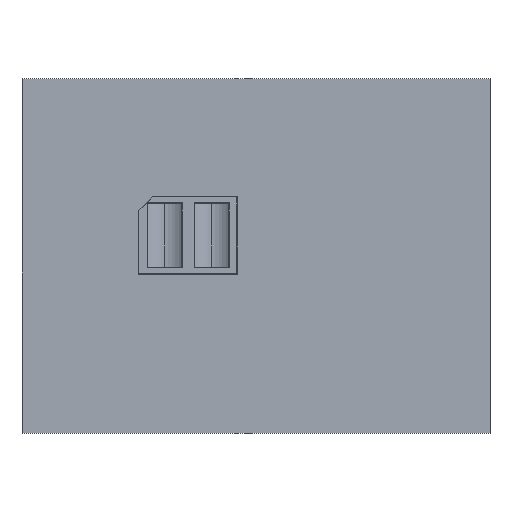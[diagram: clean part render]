
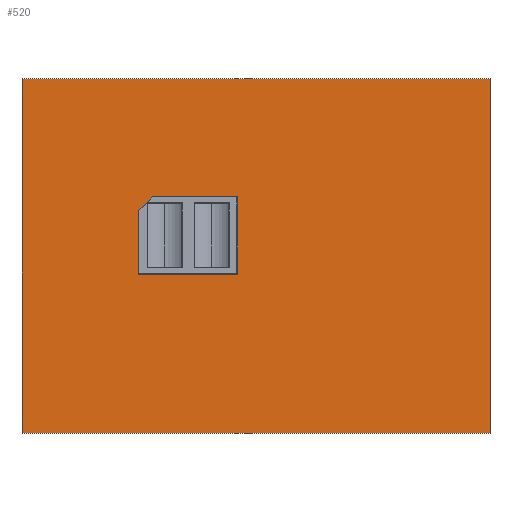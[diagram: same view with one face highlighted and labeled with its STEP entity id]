
A CAD part, top view. The second image highlights one B-rep face of the part: STEP entity #520.
In plain terms, the highlighted planar face has unit normal (0, 0, 1).
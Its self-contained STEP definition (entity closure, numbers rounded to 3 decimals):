
#2 = LINE ( 'NONE', #73, #248 ) ;
#6 = EDGE_CURVE ( 'NONE', #192, #1037, #54, .T. ) ;
#10 = EDGE_CURVE ( 'NONE', #76, #95, #17, .T. ) ;
#13 = DIRECTION ( 'NONE',  ( 0., -1., 0. ) ) ;
#17 = LINE ( 'NONE', #99, #860 ) ;
#18 = CARTESIAN_POINT ( 'NONE',  ( -8.25, -6.25, 1. ) ) ;
#25 = DIRECTION ( 'NONE',  ( 0., -1., 0. ) ) ;
#40 = CARTESIAN_POINT ( 'NONE',  ( 8.25, 6.25, 1. ) ) ;
#47 = DIRECTION ( 'NONE',  ( 0.707, 0.707, 0. ) ) ;
#54 = LINE ( 'NONE', #835, #882 ) ;
#73 = CARTESIAN_POINT ( 'NONE',  ( -8.25, 6.25, 1. ) ) ;
#76 = VERTEX_POINT ( 'NONE', #119 ) ;
#77 = DIRECTION ( 'NONE',  ( 1., 0., 0. ) ) ;
#90 = LINE ( 'NONE', #272, #404 ) ;
#92 = DIRECTION ( 'NONE',  ( 1., 0., 0. ) ) ;
#95 = VERTEX_POINT ( 'NONE', #40 ) ;
#96 = CARTESIAN_POINT ( 'NONE',  ( -8.25, -6.25, 1. ) ) ;
#99 = CARTESIAN_POINT ( 'NONE',  ( 8.25, 6.25, 1. ) ) ;
#106 = VECTOR ( 'NONE', #519, 1000. ) ;
#114 = CARTESIAN_POINT ( 'NONE',  ( -8.25, -0.65, 1. ) ) ;
#119 = CARTESIAN_POINT ( 'NONE',  ( 8.25, -6.25, 1. ) ) ;
#135 = VERTEX_POINT ( 'NONE', #605 ) ;
#155 = ORIENTED_EDGE ( 'NONE', *, *, #6, .T. ) ;
#180 = ORIENTED_EDGE ( 'NONE', *, *, #389, .T. ) ;
#181 = FACE_BOUND ( 'NONE', #1050, .T. ) ;
#192 = VERTEX_POINT ( 'NONE', #943 ) ;
#214 = EDGE_CURVE ( 'NONE', #95, #1024, #636, .T. ) ;
#246 = CARTESIAN_POINT ( 'NONE',  ( -8.25, -6.25, 1. ) ) ;
#247 = ORIENTED_EDGE ( 'NONE', *, *, #310, .T. ) ;
#248 = VECTOR ( 'NONE', #13, 1000. ) ;
#249 = DIRECTION ( 'NONE',  ( 0., 1., 0. ) ) ;
#259 = CARTESIAN_POINT ( 'NONE',  ( -0.65, -0.65, 1. ) ) ;
#272 = CARTESIAN_POINT ( 'NONE',  ( -10.125, -4.375, 1. ) ) ;
#273 = ORIENTED_EDGE ( 'NONE', *, *, #975, .T. ) ;
#284 = DIRECTION ( 'NONE',  ( -1., 0., 0. ) ) ;
#310 = EDGE_CURVE ( 'NONE', #828, #192, #893, .T. ) ;
#336 = VECTOR ( 'NONE', #976, 1000. ) ;
#381 = ORIENTED_EDGE ( 'NONE', *, *, #10, .T. ) ;
#383 = VERTEX_POINT ( 'NONE', #386 ) ;
#386 = CARTESIAN_POINT ( 'NONE',  ( -4.15, 1.6, 1. ) ) ;
#389 = EDGE_CURVE ( 'NONE', #135, #383, #670, .T. ) ;
#392 = CARTESIAN_POINT ( 'NONE',  ( -3.65, 2.1, 1. ) ) ;
#395 = EDGE_CURVE ( 'NONE', #1024, #435, #2, .T. ) ;
#404 = VECTOR ( 'NONE', #47, 1000. ) ;
#420 = AXIS2_PLACEMENT_3D ( 'NONE', #96, #667, #596 ) ;
#435 = VERTEX_POINT ( 'NONE', #246 ) ;
#472 = LINE ( 'NONE', #18, #998 ) ;
#477 = EDGE_CURVE ( 'NONE', #435, #76, #472, .T. ) ;
#519 = DIRECTION ( 'NONE',  ( -1., 0., 0. ) ) ;
#520 = ADVANCED_FACE ( 'NONE', ( #536, #181 ), #751, .T. ) ;
#536 = FACE_OUTER_BOUND ( 'NONE', #775, .T. ) ;
#543 = CARTESIAN_POINT ( 'NONE',  ( -4.15, -6.25, 1. ) ) ;
#596 = DIRECTION ( 'NONE',  ( 1., 0., 0. ) ) ;
#605 = CARTESIAN_POINT ( 'NONE',  ( -4.15, -0.65, 1. ) ) ;
#625 = ORIENTED_EDGE ( 'NONE', *, *, #395, .T. ) ;
#636 = LINE ( 'NONE', #706, #857 ) ;
#667 = DIRECTION ( 'NONE',  ( 0., 0., 1. ) ) ;
#670 = LINE ( 'NONE', #543, #336 ) ;
#681 = CARTESIAN_POINT ( 'NONE',  ( -8.25, 6.25, 1. ) ) ;
#706 = CARTESIAN_POINT ( 'NONE',  ( -8.25, 6.25, 1. ) ) ;
#716 = CARTESIAN_POINT ( 'NONE',  ( -8.25, 2.1, 1. ) ) ;
#729 = LINE ( 'NONE', #114, #106 ) ;
#751 = PLANE ( 'NONE',  #420 ) ;
#775 = EDGE_LOOP ( 'NONE', ( #625, #1056, #381, #807 ) ) ;
#807 = ORIENTED_EDGE ( 'NONE', *, *, #214, .T. ) ;
#828 = VERTEX_POINT ( 'NONE', #392 ) ;
#835 = CARTESIAN_POINT ( 'NONE',  ( -0.65, -6.25, 1. ) ) ;
#843 = VECTOR ( 'NONE', #77, 1000. ) ;
#857 = VECTOR ( 'NONE', #284, 1000. ) ;
#860 = VECTOR ( 'NONE', #249, 1000. ) ;
#882 = VECTOR ( 'NONE', #25, 1000. ) ;
#889 = ORIENTED_EDGE ( 'NONE', *, *, #1007, .T. ) ;
#893 = LINE ( 'NONE', #716, #843 ) ;
#943 = CARTESIAN_POINT ( 'NONE',  ( -0.65, 2.1, 1. ) ) ;
#975 = EDGE_CURVE ( 'NONE', #1037, #135, #729, .T. ) ;
#976 = DIRECTION ( 'NONE',  ( 0., 1., 0. ) ) ;
#998 = VECTOR ( 'NONE', #92, 1000. ) ;
#1007 = EDGE_CURVE ( 'NONE', #383, #828, #90, .T. ) ;
#1024 = VERTEX_POINT ( 'NONE', #681 ) ;
#1037 = VERTEX_POINT ( 'NONE', #259 ) ;
#1050 = EDGE_LOOP ( 'NONE', ( #247, #155, #273, #180, #889 ) ) ;
#1056 = ORIENTED_EDGE ( 'NONE', *, *, #477, .T. ) ;
